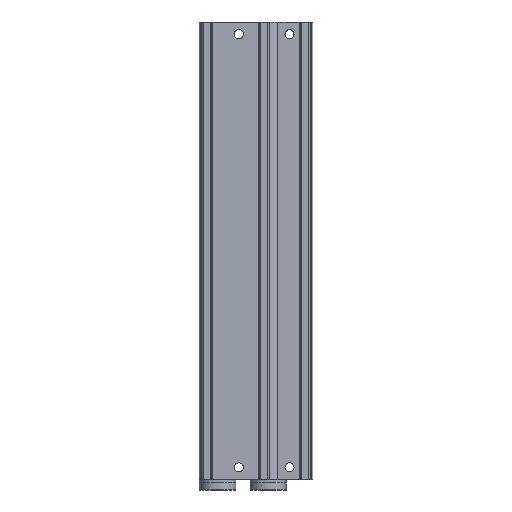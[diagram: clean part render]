
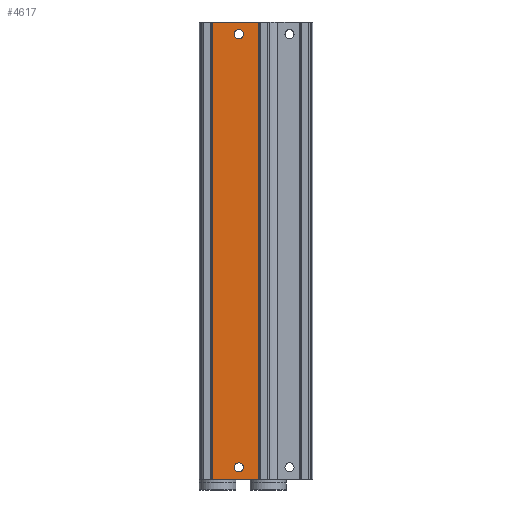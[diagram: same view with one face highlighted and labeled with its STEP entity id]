
A CAD part, front view. The second image highlights one B-rep face of the part: STEP entity #4617.
In plain terms, the highlighted planar face has unit normal (0, -1, 0).
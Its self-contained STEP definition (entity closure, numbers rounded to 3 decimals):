
#241=PLANE('',#4987);
#377=CIRCLE('',#4988,2.25);
#378=CIRCLE('',#4989,2.25);
#740=ORIENTED_EDGE('',*,*,#1910,.F.);
#741=ORIENTED_EDGE('',*,*,#1911,.F.);
#742=ORIENTED_EDGE('',*,*,#1912,.F.);
#743=ORIENTED_EDGE('',*,*,#1909,.F.);
#744=ORIENTED_EDGE('',*,*,#1913,.T.);
#745=ORIENTED_EDGE('',*,*,#1914,.T.);
#1909=EDGE_CURVE('',#2489,#2488,#2927,.T.);
#1910=EDGE_CURVE('',#2490,#2490,#377,.T.);
#1911=EDGE_CURVE('',#2491,#2491,#378,.T.);
#1912=EDGE_CURVE('',#2488,#2492,#2928,.T.);
#1913=EDGE_CURVE('',#2489,#2493,#2929,.T.);
#1914=EDGE_CURVE('',#2493,#2492,#2930,.T.);
#2488=VERTEX_POINT('',#7583);
#2489=VERTEX_POINT('',#7585);
#2490=VERTEX_POINT('',#7589);
#2491=VERTEX_POINT('',#7591);
#2492=VERTEX_POINT('',#7593);
#2493=VERTEX_POINT('',#7595);
#2927=LINE('',#7586,#3211);
#2928=LINE('',#7592,#3212);
#2929=LINE('',#7594,#3213);
#2930=LINE('',#7596,#3214);
#3211=VECTOR('',#5656,1000.);
#3212=VECTOR('',#5663,1000.);
#3213=VECTOR('',#5664,1000.);
#3214=VECTOR('',#5665,1000.);
#3500=EDGE_LOOP('',(#740));
#3501=EDGE_LOOP('',(#741));
#3502=EDGE_LOOP('',(#742,#743,#744,#745));
#4004=FACE_BOUND('',#3500,.T.);
#4005=FACE_BOUND('',#3501,.T.);
#4006=FACE_BOUND('',#3502,.T.);
#4617=ADVANCED_FACE('',(#4004,#4005,#4006),#241,.T.);
#4987=AXIS2_PLACEMENT_3D('',#7587,#5657,#5658);
#4988=AXIS2_PLACEMENT_3D('',#7588,#5659,#5660);
#4989=AXIS2_PLACEMENT_3D('',#7590,#5661,#5662);
#5656=DIRECTION('',(0.,0.,1.));
#5657=DIRECTION('',(0.,-1.,0.));
#5658=DIRECTION('',(0.,0.,-1.));
#5659=DIRECTION('',(0.,-1.,0.));
#5660=DIRECTION('',(0.,0.,-1.));
#5661=DIRECTION('',(0.,-1.,0.));
#5662=DIRECTION('',(0.,0.,-1.));
#5663=DIRECTION('',(1.,0.,0.));
#5664=DIRECTION('',(1.,0.,0.));
#5665=DIRECTION('',(0.,0.,1.));
#7583=CARTESIAN_POINT('',(-27.6,6.5,0.));
#7585=CARTESIAN_POINT('',(-27.6,6.5,-226.));
#7586=CARTESIAN_POINT('',(-27.6,6.5,-226.));
#7587=CARTESIAN_POINT('',(-27.6,6.5,-226.));
#7588=CARTESIAN_POINT('',(-14.5,6.5,-220.));
#7589=CARTESIAN_POINT('',(-14.5,6.5,-222.25));
#7590=CARTESIAN_POINT('',(-14.5,6.5,-6.));
#7591=CARTESIAN_POINT('',(-14.5,6.5,-8.25));
#7592=CARTESIAN_POINT('',(-27.6,6.5,0.));
#7593=CARTESIAN_POINT('',(-4.75,6.5,0.));
#7594=CARTESIAN_POINT('',(-27.6,6.5,-226.));
#7595=CARTESIAN_POINT('',(-4.75,6.5,-226.));
#7596=CARTESIAN_POINT('',(-4.75,6.5,-226.));
